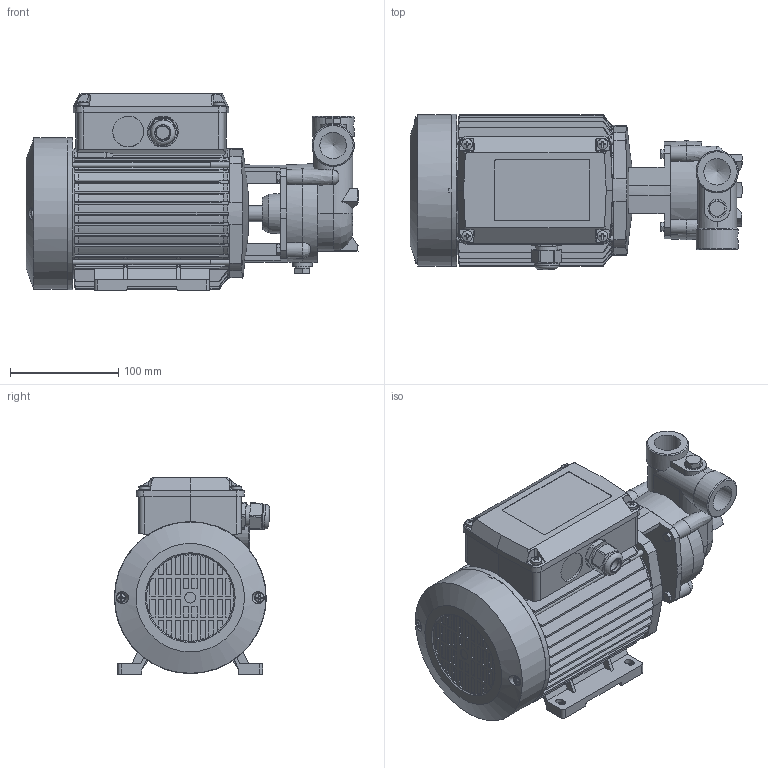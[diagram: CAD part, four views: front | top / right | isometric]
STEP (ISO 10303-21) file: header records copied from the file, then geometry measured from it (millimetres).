
FILE_DESCRIPTION(('STEP AP214'),'2;1');
FILE_NAME('4_93_453_03_REV00.stp','2013-10-10T17:14:22',(''),(''),'2012.1.115','THINKDESIGN','');
FILE_SCHEMA(('AUTOMOTIVE_DESIGN'));
Bounding box: 307 x 143.69 x 182 mm (x, y, z)
Volume: 3761915.7 mm3; surface area: 335817.9 mm2
Topology: 1 solids, 1 shells, 1143 faces, 3292 edges, 2252 vertices
Faces by surface type: plane 709, cylinder 221, bspline 213
Full cylindrical faces by diameter (mm): 4.36 x4, 5 x4, 8 x2, 10 x5, 13.25 x1, 14 x2, 14.66 x1, 15 x1, 17 x1, 18 x1, 18.06 x1, 18.16 x1, 20 x1, 20.1 x1, 20.5 x1, 23 x1, 24.5 x2, 28.5 x3, 39 x2, 120 x2, 140 x1, 140.5 x1
Entity records: 51800 total; most frequent: CARTESIAN_POINT 13079, ORIENTED_EDGE 6120, DIRECTION 5337, EDGE_CURVE 3060, VERTEX_POINT 2035, VECTOR 2013, LINE 2013, AXIS2_PLACEMENT_3D 1662
